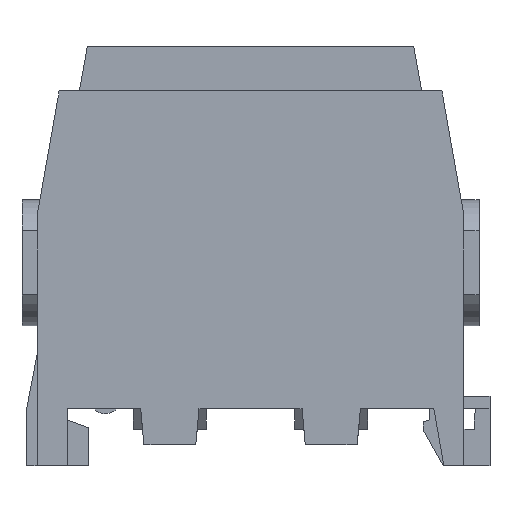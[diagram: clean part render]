
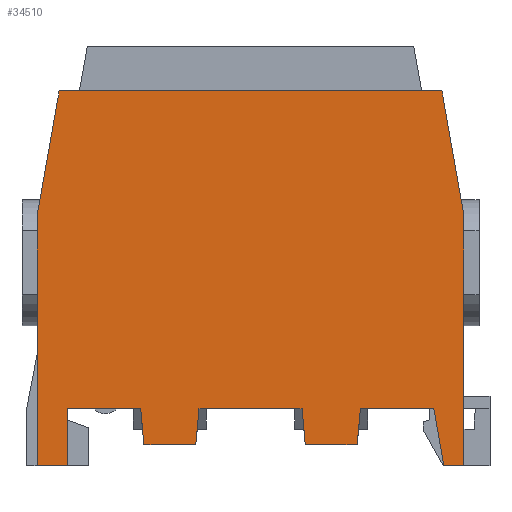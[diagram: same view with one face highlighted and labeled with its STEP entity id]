
A CAD part, left-side view. The second image highlights one B-rep face of the part: STEP entity #34510.
In plain terms, the highlighted planar face has unit normal (-1, 0, 0).
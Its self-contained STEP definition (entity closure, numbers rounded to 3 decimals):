
#1520=CARTESIAN_POINT('',(-10.,-20.5,-41.245));
#1530=VERTEX_POINT('',#1520);
#1560=CARTESIAN_POINT('',(-10.,-20.5,0.));
#1570=DIRECTION('',(0.,0.,1.));
#1580=VECTOR('',#1570,1.);
#1590=LINE('',#1560,#1580);
#1600=CARTESIAN_POINT('',(-10.,-20.5,-17.145));
#1610=VERTEX_POINT('',#1600);
#1620=EDGE_CURVE('',#1530,#1610,#1590,.T.);
#4080=CARTESIAN_POINT('',(-10.,0.,-39.245));
#4090=DIRECTION('',(0.,1.,0.));
#4100=VECTOR('',#4090,1.);
#4110=LINE('',#4080,#4100);
#4120=CARTESIAN_POINT('',(-10.,-10.244,-39.245));
#4130=VERTEX_POINT('',#4120);
#4140=CARTESIAN_POINT('',(-10.,-5.256,-39.245));
#4150=VERTEX_POINT('',#4140);
#4160=EDGE_CURVE('',#4130,#4150,#4110,.T.);
#13480=CARTESIAN_POINT('',(-10.,0.,-17.145));
#13490=DIRECTION('',(0.,-1.,0.));
#13500=VECTOR('',#13490,1.);
#13510=LINE('',#13480,#13500);
#13520=CARTESIAN_POINT('',(-10.,20.5,-17.145));
#13530=VERTEX_POINT('',#13520);
#13540=CARTESIAN_POINT('',(-10.,20.482,-17.145));
#13550=VERTEX_POINT('',#13540);
#13560=EDGE_CURVE('',#13530,#13550,#13510,.T.);
#16470=CARTESIAN_POINT('',(-10.,4.25,-35.745));
#16480=VERTEX_POINT('',#16470);
#17240=CARTESIAN_POINT('',(-10.,11.25,-35.745));
#17250=VERTEX_POINT('',#17240);
#17990=CARTESIAN_POINT('',(-10.,-4.95,-35.745));
#18000=VERTEX_POINT('',#17990);
#18170=CARTESIAN_POINT('',(-10.,-4.25,-35.745));
#18180=VERTEX_POINT('',#18170);
#18210=CARTESIAN_POINT('',(-10.,0.,-35.745));
#18220=DIRECTION('',(0.,-1.,0.));
#18230=VECTOR('',#18220,1.);
#18240=LINE('',#18210,#18230);
#18250=EDGE_CURVE('',#18180,#18000,#18240,.T.);
#20540=CARTESIAN_POINT('',(-10.,20.5,0.));
#20550=DIRECTION('',(0.,0.,1.));
#20560=VECTOR('',#20550,1.);
#20570=LINE('',#20540,#20560);
#20580=CARTESIAN_POINT('',(-10.,20.5,-41.245));
#20590=VERTEX_POINT('',#20580);
#20600=EDGE_CURVE('',#20590,#13530,#20570,.T.);
#24140=CARTESIAN_POINT('',(-10.,17.6,-41.245));
#24150=VERTEX_POINT('',#24140);
#24180=CARTESIAN_POINT('',(-10.,17.6,0.));
#24190=DIRECTION('',(0.,0.,1.));
#24200=VECTOR('',#24190,1.);
#24210=LINE('',#24180,#24200);
#24220=CARTESIAN_POINT('',(-10.,17.6,-35.745));
#24230=VERTEX_POINT('',#24220);
#24240=EDGE_CURVE('',#24150,#24230,#24210,.T.);
#29010=CARTESIAN_POINT('',(-10.,-18.57,-41.245));
#29020=VERTEX_POINT('',#29010);
#29100=CARTESIAN_POINT('',(-10.,-17.6,-35.745));
#29110=VERTEX_POINT('',#29100);
#29140=CARTESIAN_POINT('',(-10.,-11.297,0.));
#29150=DIRECTION('',(0.,-0.174,
-0.985));
#29160=VECTOR('',#29150,1.);
#29170=LINE('',#29140,#29160);
#29180=EDGE_CURVE('',#29110,#29020,#29170,.T.);
#29400=CARTESIAN_POINT('',(-10.,-18.384,-5.245));
#29410=VERTEX_POINT('',#29400);
#29440=CARTESIAN_POINT('',(-10.,0.,-5.245));
#29450=DIRECTION('',(0.,1.,0.));
#29460=VECTOR('',#29450,1.);
#29470=LINE('',#29440,#29460);
#29480=CARTESIAN_POINT('',(-10.,18.384,-5.245));
#29490=VERTEX_POINT('',#29480);
#29500=EDGE_CURVE('',#29410,#29490,#29470,.T.);
#30220=CARTESIAN_POINT('',(-10.,0.,-41.245));
#30230=DIRECTION('',(0.,1.,0.));
#30240=VECTOR('',#30230,1.);
#30250=LINE('',#30220,#30240);
#30260=EDGE_CURVE('',#24150,#20590,#30250,.T.);
#32370=CARTESIAN_POINT('',(-10.,0.,-41.245));
#32380=DIRECTION('',(0.,-1.,0.));
#32390=VECTOR('',#32380,1.);
#32400=LINE('',#32370,#32390);
#32410=EDGE_CURVE('',#29020,#1530,#32400,.T.);
#33400=CARTESIAN_POINT('',(-10.,-20.5,-27.645));
#33410=DIRECTION('',(-1.,0.,0.));
#33420=DIRECTION('',(0.,0.,-1.));
#33430=AXIS2_PLACEMENT_3D('',#33400,#33410,#33420);
#33440=PLANE('',#33430);
#33450=ORIENTED_EDGE('',*,*,#18250,.T.);
#33460=CARTESIAN_POINT('',(-10.,0.,-35.745));
#33470=DIRECTION('',(0.,-1.,0.));
#33480=VECTOR('',#33470,1.);
#33490=LINE('',#33460,#33480);
#33500=EDGE_CURVE('',#16480,#18180,#33490,.T.);
#33510=ORIENTED_EDGE('',*,*,#33500,.T.);
#33520=CARTESIAN_POINT('',(-10.,0.,-35.745));
#33530=DIRECTION('',(0.,1.,0.));
#33540=VECTOR('',#33530,1.);
#33550=LINE('',#33520,#33540);
#33560=CARTESIAN_POINT('',(-10.,4.95,
-35.745));
#33570=VERTEX_POINT('',#33560);
#33580=EDGE_CURVE('',#16480,#33570,#33550,.T.);
#33590=ORIENTED_EDGE('',*,*,#33580,.F.);
#33600=CARTESIAN_POINT('',(-10.,1.823,0.));
#33610=DIRECTION('',(0.,-0.087,
0.996));
#33620=VECTOR('',#33610,1.);
#33630=LINE('',#33600,#33620);
#33640=CARTESIAN_POINT('',(-10.,5.256,-39.245));
#33650=VERTEX_POINT('',#33640);
#33660=EDGE_CURVE('',#33650,#33570,#33630,.T.);
#33670=ORIENTED_EDGE('',*,*,#33660,.T.);
#33680=CARTESIAN_POINT('',(-10.,0.,-39.245));
#33690=DIRECTION('',(0.,-1.,0.));
#33700=VECTOR('',#33690,1.);
#33710=LINE('',#33680,#33700);
#33720=CARTESIAN_POINT('',(-10.,10.244,-39.245));
#33730=VERTEX_POINT('',#33720);
#33740=EDGE_CURVE('',#33730,#33650,#33710,.T.);
#33750=ORIENTED_EDGE('',*,*,#33740,.T.);
#33760=CARTESIAN_POINT('',(-10.,13.677,0.));
#33770=DIRECTION('',(0.,-0.087,
-0.996));
#33780=VECTOR('',#33770,1.);
#33790=LINE('',#33760,#33780);
#33800=CARTESIAN_POINT('',(-10.,10.55,-35.745));
#33810=VERTEX_POINT('',#33800);
#33820=EDGE_CURVE('',#33810,#33730,#33790,.T.);
#33830=ORIENTED_EDGE('',*,*,#33820,.T.);
#33840=CARTESIAN_POINT('',(-10.,0.,-35.745));
#33850=DIRECTION('',(0.,1.,0.));
#33860=VECTOR('',#33850,1.);
#33870=LINE('',#33840,#33860);
#33880=EDGE_CURVE('',#33810,#17250,#33870,.T.);
#33890=ORIENTED_EDGE('',*,*,#33880,.F.);
#33900=EDGE_CURVE('',#24230,#17250,#33490,.T.);
#33910=ORIENTED_EDGE('',*,*,#33900,.T.);
#33920=ORIENTED_EDGE('',*,*,#24240,.T.);
#33930=ORIENTED_EDGE('',*,*,#30260,.F.);
#33940=ORIENTED_EDGE('',*,*,#20600,.F.);
#33950=ORIENTED_EDGE('',*,*,#13560,.F.);
#33960=CARTESIAN_POINT('',(-10.,17.459,0.));
#33970=DIRECTION('',(0.,0.174,
-0.985));
#33980=VECTOR('',#33970,1.);
#33990=LINE('',#33960,#33980);
#34000=EDGE_CURVE('',#29490,#13550,#33990,.T.);
#34010=ORIENTED_EDGE('',*,*,#34000,.T.);
#34020=ORIENTED_EDGE('',*,*,#29500,.T.);
#34030=CARTESIAN_POINT('',(-10.,-17.459,0.));
#34040=DIRECTION('',(0.,0.174,
0.985));
#34050=VECTOR('',#34040,1.);
#34060=LINE('',#34030,#34050);
#34070=CARTESIAN_POINT('',(-10.,-20.482,-17.145));
#34080=VERTEX_POINT('',#34070);
#34090=EDGE_CURVE('',#34080,#29410,#34060,.T.);
#34100=ORIENTED_EDGE('',*,*,#34090,.T.);
#34110=CARTESIAN_POINT('',(-10.,0.,-17.145));
#34120=DIRECTION('',(0.,1.,0.));
#34130=VECTOR('',#34120,1.);
#34140=LINE('',#34110,#34130);
#34150=EDGE_CURVE('',#1610,#34080,#34140,.T.);
#34160=ORIENTED_EDGE('',*,*,#34150,.T.);
#34170=ORIENTED_EDGE('',*,*,#1620,.T.);
#34180=ORIENTED_EDGE('',*,*,#32410,.T.);
#34190=ORIENTED_EDGE('',*,*,#29180,.T.);
#34200=CARTESIAN_POINT('',(-10.,0.,-35.745));
#34210=DIRECTION('',(0.,-1.,0.));
#34220=VECTOR('',#34210,1.);
#34230=LINE('',#34200,#34220);
#34240=CARTESIAN_POINT('',(-10.,-11.25,-35.745));
#34250=VERTEX_POINT('',#34240);
#34260=EDGE_CURVE('',#34250,#29110,#34230,.T.);
#34270=ORIENTED_EDGE('',*,*,#34260,.T.);
#34280=CARTESIAN_POINT('',(-10.,0.,-35.745));
#34290=DIRECTION('',(0.,-1.,0.));
#34300=VECTOR('',#34290,1.);
#34310=LINE('',#34280,#34300);
#34320=CARTESIAN_POINT('',(-10.,-10.55,-35.745));
#34330=VERTEX_POINT('',#34320);
#34340=EDGE_CURVE('',#34330,#34250,#34310,.T.);
#34350=ORIENTED_EDGE('',*,*,#34340,.T.);
#34360=CARTESIAN_POINT('',(-10.,-13.677,0.))
;
#34370=DIRECTION('',(0.,0.087,
-0.996));
#34380=VECTOR('',#34370,1.);
#34390=LINE('',#34360,#34380);
#34400=EDGE_CURVE('',#34330,#4130,#34390,.T.);
#34410=ORIENTED_EDGE('',*,*,#34400,.F.);
#34420=ORIENTED_EDGE('',*,*,#4160,.F.);
#34430=CARTESIAN_POINT('',(-10.,-1.823,0.))
;
#34440=DIRECTION('',(0.,0.087,
0.996));
#34450=VECTOR('',#34440,1.);
#34460=LINE('',#34430,#34450);
#34470=EDGE_CURVE('',#4150,#18000,#34460,.T.);
#34480=ORIENTED_EDGE('',*,*,#34470,.F.);
#34490=EDGE_LOOP('',(#34480,#34420,#34410,#34350,#34270,#34190,#34180,
#34170,#34160,#34100,#34020,#34010,#33950,#33940,#33930,#33920,#33910,
#33890,#33830,#33750,#33670,#33590,#33510,#33450));
#34500=FACE_OUTER_BOUND('',#34490,.T.);
#34510=ADVANCED_FACE('',(#34500),#33440,.T.);
